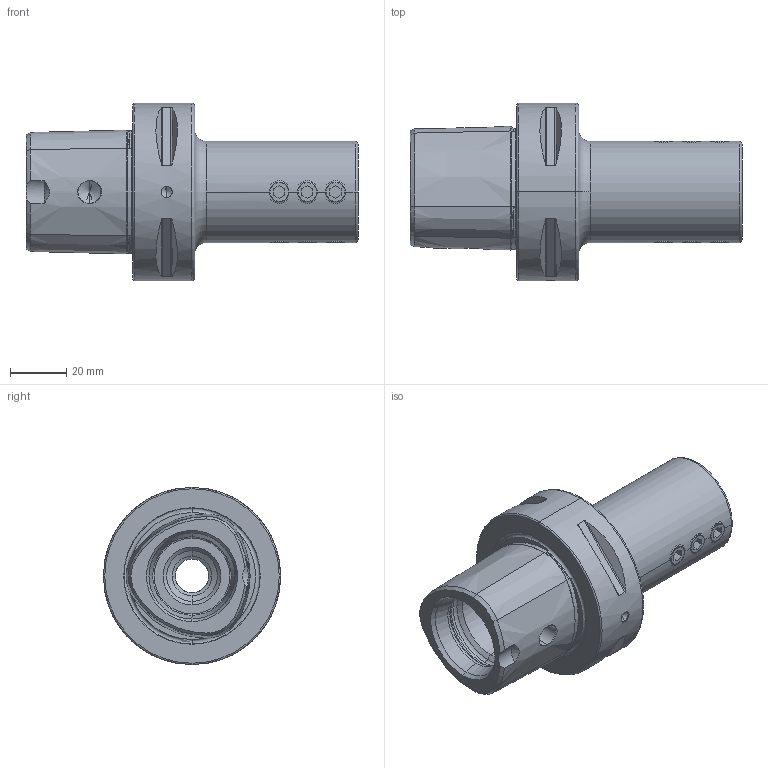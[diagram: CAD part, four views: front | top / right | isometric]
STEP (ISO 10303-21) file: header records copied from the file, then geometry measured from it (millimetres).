
FILE_DESCRIPTION (( 'STEP AP214' ), '1' );
FILE_NAME ('PS6-B12.K01.080.STEP', '2016-02-10T14:09:18', ( 'SWIAdmin' ), ( 'Hewlett-Packard Company' ), 'SwSTEP 2.0', 'SolidWorks 2015', '' );
FILE_SCHEMA (( 'AUTOMOTIVE_DESIGN' ));
Length unit declared in the file: millimetre
Products named in the file (4): ISO 4026 - M8 x 12_PreviewCfg; ISO 4026 - M8 x 12; PS6-B12.K01.080_A; PS6-B12.K01.080
Assembly tree (10 placements, depth 2):
  PS6-B12.K01.080
    PS6-B12.K01.080_A
    ISO 4026 - M8 x 12  x3
    ISO 4026 - M8 x 12_PreviewCfg  x6
Bounding box: 118 x 63 x 63 mm (x, y, z)
Volume: 147292.3 mm3; surface area: 34249.6 mm2
Topology: 10 solids, 10 shells, 285 faces, 687 edges, 422 vertices
Faces by surface type: plane 101, cone 81, cylinder 67, torus 36
Entity records: 7430 total; most frequent: CARTESIAN_POINT 2716, ORIENTED_EDGE 918, DIRECTION 884, EDGE_CURVE 459, AXIS2_PLACEMENT_3D 360, VERTEX_POINT 282, EDGE_LOOP 199, FACE_OUTER_BOUND 180
